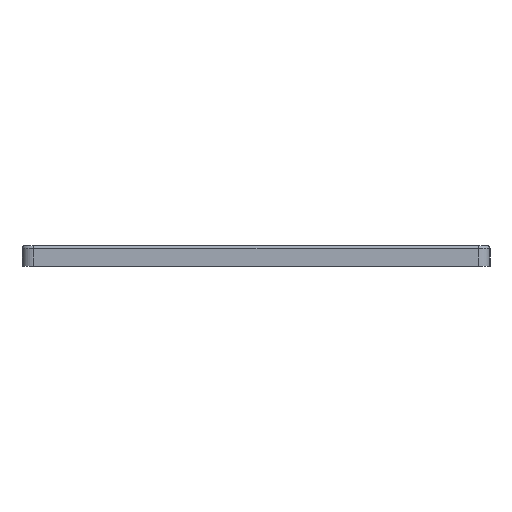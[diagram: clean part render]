
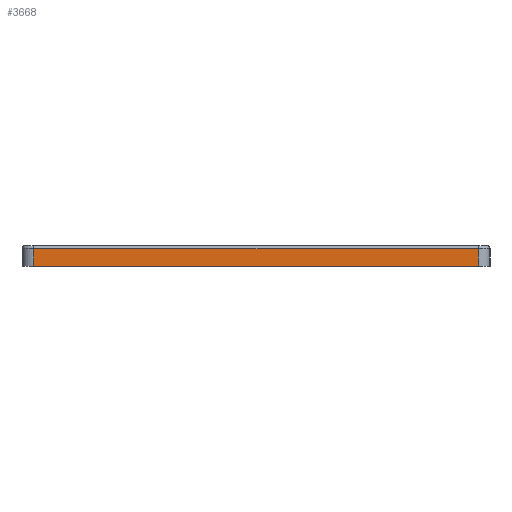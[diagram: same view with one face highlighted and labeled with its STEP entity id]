
A CAD part, left-side view. The second image highlights one B-rep face of the part: STEP entity #3668.
In plain terms, the highlighted planar face has unit normal (-1, 0, 0).
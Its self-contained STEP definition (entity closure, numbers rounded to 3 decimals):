
#169 = VERTEX_POINT('',#170);
#170 = CARTESIAN_POINT('',(-9.205,195.705,15.));
#185 = CYLINDRICAL_SURFACE('',#186,4.);
#186 = AXIS2_PLACEMENT_3D('',#187,#188,#189);
#187 = CARTESIAN_POINT('',(-5.205,195.705,9.));
#188 = DIRECTION('',(0.,0.,1.));
#189 = DIRECTION('',(0.,1.,0.));
#211 = CYLINDRICAL_SURFACE('',#212,1.);
#212 = AXIS2_PLACEMENT_3D('',#213,#214,#215);
#213 = CARTESIAN_POINT('',(-8.205,46.865,15.));
#214 = DIRECTION('',(0.,1.,0.));
#215 = DIRECTION('',(-1.,0.,0.));
#1538 = PLANE('',#1539);
#1539 = AXIS2_PLACEMENT_3D('',#1540,#1541,#1542);
#1540 = CARTESIAN_POINT('',(155.575,121.285,9.));
#1541 = DIRECTION('',(0.,0.,1.));
#1542 = DIRECTION('',(1.,0.,0.));
#1556 = VERTEX_POINT('',#1557);
#1557 = CARTESIAN_POINT('',(-9.205,195.705,9.));
#1579 = EDGE_CURVE('',#1556,#169,#1580,.T.);
#1580 = SURFACE_CURVE('',#1581,(#1585,#1592),.PCURVE_S1.);
#1581 = LINE('',#1582,#1583);
#1582 = CARTESIAN_POINT('',(-9.205,195.705,9.));
#1583 = VECTOR('',#1584,1.);
#1584 = DIRECTION('',(0.,0.,1.));
#1585 = PCURVE('',#185,#1586);
#1586 = DEFINITIONAL_REPRESENTATION('',(#1587),#1591);
#1587 = LINE('',#1588,#1589);
#1588 = CARTESIAN_POINT('',(1.571,0.));
#1589 = VECTOR('',#1590,1.);
#1590 = DIRECTION('',(0.,1.));
#1591 = ( GEOMETRIC_REPRESENTATION_CONTEXT(2) 
PARAMETRIC_REPRESENTATION_CONTEXT() REPRESENTATION_CONTEXT('2D SPACE',''
  ) );
#1592 = PCURVE('',#1593,#1598);
#1593 = PLANE('',#1594);
#1594 = AXIS2_PLACEMENT_3D('',#1595,#1596,#1597);
#1595 = CARTESIAN_POINT('',(-9.205,42.865,9.));
#1596 = DIRECTION('',(-1.,0.,0.));
#1597 = DIRECTION('',(0.,1.,0.));
#1598 = DEFINITIONAL_REPRESENTATION('',(#1599),#1603);
#1599 = LINE('',#1600,#1601);
#1600 = CARTESIAN_POINT('',(152.84,0.));
#1601 = VECTOR('',#1602,1.);
#1602 = DIRECTION('',(0.,-1.));
#1603 = ( GEOMETRIC_REPRESENTATION_CONTEXT(2) 
PARAMETRIC_REPRESENTATION_CONTEXT() REPRESENTATION_CONTEXT('2D SPACE',''
  ) );
#1609 = VERTEX_POINT('',#1610);
#1610 = CARTESIAN_POINT('',(-9.205,46.865,15.));
#1632 = EDGE_CURVE('',#1609,#169,#1633,.T.);
#1633 = SURFACE_CURVE('',#1634,(#1638,#1645),.PCURVE_S1.);
#1634 = LINE('',#1635,#1636);
#1635 = CARTESIAN_POINT('',(-9.205,46.865,15.));
#1636 = VECTOR('',#1637,1.);
#1637 = DIRECTION('',(0.,1.,0.));
#1638 = PCURVE('',#211,#1639);
#1639 = DEFINITIONAL_REPRESENTATION('',(#1640),#1644);
#1640 = LINE('',#1641,#1642);
#1641 = CARTESIAN_POINT('',(0.,0.));
#1642 = VECTOR('',#1643,1.);
#1643 = DIRECTION('',(0.,1.));
#1644 = ( GEOMETRIC_REPRESENTATION_CONTEXT(2) 
PARAMETRIC_REPRESENTATION_CONTEXT() REPRESENTATION_CONTEXT('2D SPACE',''
  ) );
#1645 = PCURVE('',#1593,#1646);
#1646 = DEFINITIONAL_REPRESENTATION('',(#1647),#1651);
#1647 = LINE('',#1648,#1649);
#1648 = CARTESIAN_POINT('',(4.,-6.));
#1649 = VECTOR('',#1650,1.);
#1650 = DIRECTION('',(1.,0.));
#1651 = ( GEOMETRIC_REPRESENTATION_CONTEXT(2) 
PARAMETRIC_REPRESENTATION_CONTEXT() REPRESENTATION_CONTEXT('2D SPACE',''
  ) );
#1675 = CYLINDRICAL_SURFACE('',#1676,4.);
#1676 = AXIS2_PLACEMENT_3D('',#1677,#1678,#1679);
#1677 = CARTESIAN_POINT('',(-5.205,46.865,9.));
#1678 = DIRECTION('',(0.,0.,1.));
#1679 = DIRECTION('',(-1.,0.,0.));
#3668 = ADVANCED_FACE('',(#3669),#1593,.T.);
#3669 = FACE_BOUND('',#3670,.T.);
#3670 = EDGE_LOOP('',(#3671,#3694,#3695,#3696));
#3671 = ORIENTED_EDGE('',*,*,#3672,.T.);
#3672 = EDGE_CURVE('',#3673,#1609,#3675,.T.);
#3673 = VERTEX_POINT('',#3674);
#3674 = CARTESIAN_POINT('',(-9.205,46.865,9.));
#3675 = SURFACE_CURVE('',#3676,(#3680,#3687),.PCURVE_S1.);
#3676 = LINE('',#3677,#3678);
#3677 = CARTESIAN_POINT('',(-9.205,46.865,9.));
#3678 = VECTOR('',#3679,1.);
#3679 = DIRECTION('',(0.,0.,1.));
#3680 = PCURVE('',#1593,#3681);
#3681 = DEFINITIONAL_REPRESENTATION('',(#3682),#3686);
#3682 = LINE('',#3683,#3684);
#3683 = CARTESIAN_POINT('',(4.,0.));
#3684 = VECTOR('',#3685,1.);
#3685 = DIRECTION('',(0.,-1.));
#3686 = ( GEOMETRIC_REPRESENTATION_CONTEXT(2) 
PARAMETRIC_REPRESENTATION_CONTEXT() REPRESENTATION_CONTEXT('2D SPACE',''
  ) );
#3687 = PCURVE('',#1675,#3688);
#3688 = DEFINITIONAL_REPRESENTATION('',(#3689),#3693);
#3689 = LINE('',#3690,#3691);
#3690 = CARTESIAN_POINT('',(0.,0.));
#3691 = VECTOR('',#3692,1.);
#3692 = DIRECTION('',(0.,1.));
#3693 = ( GEOMETRIC_REPRESENTATION_CONTEXT(2) 
PARAMETRIC_REPRESENTATION_CONTEXT() REPRESENTATION_CONTEXT('2D SPACE',''
  ) );
#3694 = ORIENTED_EDGE('',*,*,#1632,.T.);
#3695 = ORIENTED_EDGE('',*,*,#1579,.F.);
#3696 = ORIENTED_EDGE('',*,*,#3697,.F.);
#3697 = EDGE_CURVE('',#3673,#1556,#3698,.T.);
#3698 = SURFACE_CURVE('',#3699,(#3703,#3710),.PCURVE_S1.);
#3699 = LINE('',#3700,#3701);
#3700 = CARTESIAN_POINT('',(-9.205,42.865,9.));
#3701 = VECTOR('',#3702,1.);
#3702 = DIRECTION('',(0.,1.,0.));
#3703 = PCURVE('',#1593,#3704);
#3704 = DEFINITIONAL_REPRESENTATION('',(#3705),#3709);
#3705 = LINE('',#3706,#3707);
#3706 = CARTESIAN_POINT('',(0.,0.));
#3707 = VECTOR('',#3708,1.);
#3708 = DIRECTION('',(1.,0.));
#3709 = ( GEOMETRIC_REPRESENTATION_CONTEXT(2) 
PARAMETRIC_REPRESENTATION_CONTEXT() REPRESENTATION_CONTEXT('2D SPACE',''
  ) );
#3710 = PCURVE('',#1538,#3711);
#3711 = DEFINITIONAL_REPRESENTATION('',(#3712),#3716);
#3712 = LINE('',#3713,#3714);
#3713 = CARTESIAN_POINT('',(-164.78,-78.42));
#3714 = VECTOR('',#3715,1.);
#3715 = DIRECTION('',(0.,1.));
#3716 = ( GEOMETRIC_REPRESENTATION_CONTEXT(2) 
PARAMETRIC_REPRESENTATION_CONTEXT() REPRESENTATION_CONTEXT('2D SPACE',''
  ) );
